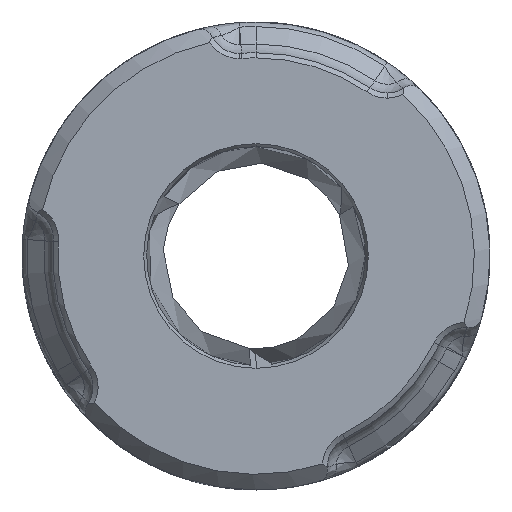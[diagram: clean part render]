
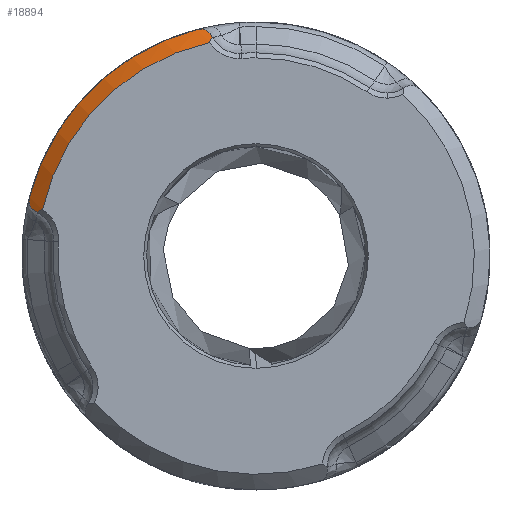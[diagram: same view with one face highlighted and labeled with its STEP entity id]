
A CAD part, front view. The second image highlights one B-rep face of the part: STEP entity #18894.
In plain terms, the highlighted conical face has half-angle 45 degrees and reference radius 14 mm.
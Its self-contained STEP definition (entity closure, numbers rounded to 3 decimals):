
#239 = CARTESIAN_POINT ( 'NONE',  ( -14.334, -436.969, -2.003 ) ) ;
#451 = CARTESIAN_POINT ( 'NONE',  ( -14.12, -437.207, -2.145 ) ) ;
#488 = CARTESIAN_POINT ( 'NONE',  ( -3.222, -436.761, 9.499 ) ) ;
#562 = CARTESIAN_POINT ( 'NONE',  ( -14.558, -436.631, -1.458 ) ) ;
#701 = CARTESIAN_POINT ( 'NONE',  ( -2.894, -437.127, 9.194 ) ) ;
#1034 = CARTESIAN_POINT ( 'NONE',  ( -3.774, -436.613, 9.517 ) ) ;
#1355 = DIRECTION ( 'NONE',  ( 0., 1., 0. ) ) ;
#1365 = CARTESIAN_POINT ( 'NONE',  ( -2.822, -437.289, 9.044 ) ) ;
#2307 = EDGE_CURVE ( 'NONE', #3094, #7449, #5321, .T. ) ;
#3094 = VERTEX_POINT ( 'NONE', #14001 ) ;
#3097 = VERTEX_POINT ( 'NONE', #1034 ) ;
#3123 = ORIENTED_EDGE ( 'NONE', *, *, #17606, .T. ) ;
#3192 = EDGE_CURVE ( 'NONE', #9593, #7449, #10557, .T. ) ;
#3733 = CARTESIAN_POINT ( 'NONE',  ( -3.66, -436.613, 9.547 ) ) ;
#3804 = CARTESIAN_POINT ( 'NONE',  ( -14.535, -436.704, -1.677 ) ) ;
#4055 = B_SPLINE_CURVE_WITH_KNOTS ( 'NONE', 3,
 ( #4282, #15833, #14318, #1365 ),
 .UNSPECIFIED., .F., .F.,
 ( 4, 4 ),
 ( 0., 0.001 ),
 .UNSPECIFIED. ) ;
#4282 = CARTESIAN_POINT ( 'NONE',  ( -2.981, -437.613, 8.679 ) ) ;
#5321 = CIRCLE ( 'NONE', #7380, 14. ) ;
#5669 = CARTESIAN_POINT ( 'NONE',  ( -3.543, -436.63, 9.558 ) ) ;
#6062 = ORIENTED_EDGE ( 'NONE', *, *, #9846, .F. ) ;
#6423 = ORIENTED_EDGE ( 'NONE', *, *, #3192, .T. ) ;
#6443 = CARTESIAN_POINT ( 'NONE',  ( -13.923, -437.396, -2.121 ) ) ;
#6482 = B_SPLINE_CURVE_WITH_KNOTS ( 'NONE', 3,
 ( #20212, #11682, #562, #3804, #16647, #8773, #239, #18584, #451, #18479 ),
 .UNSPECIFIED., .F., .F.,
 ( 4, 2, 2, 2, 4 ),
 ( 0., 0., 0.001, 0.001, 0.001 ),
 .UNSPECIFIED. ) ;
#6827 = CARTESIAN_POINT ( 'NONE',  ( 0., -437.613, -5. ) ) ;
#7139 = CARTESIAN_POINT ( 'NONE',  ( 0., -437.613, -5. ) ) ;
#7352 = AXIS2_PLACEMENT_3D ( 'NONE', #7139, #12202, #15552 ) ;
#7380 = AXIS2_PLACEMENT_3D ( 'NONE', #6827, #13297, #14821 ) ;
#7449 = VERTEX_POINT ( 'NONE', #7857 ) ;
#7857 = CARTESIAN_POINT ( 'NONE',  ( -13.679, -437.613, -2.019 ) ) ;
#8773 = CARTESIAN_POINT ( 'NONE',  ( -14.398, -436.894, -1.941 ) ) ;
#8915 = CARTESIAN_POINT ( 'NONE',  ( -2.822, -437.289, 9.044 ) ) ;
#9593 = VERTEX_POINT ( 'NONE', #18534 ) ;
#9671 = CARTESIAN_POINT ( 'NONE',  ( -14.044, -437.289, -2.178 ) ) ;
#9846 = EDGE_CURVE ( 'NONE', #20226, #3097, #19133, .T. ) ;
#10096 = CARTESIAN_POINT ( 'NONE',  ( -13.801, -437.504, -2.068 ) ) ;
#10557 = B_SPLINE_CURVE_WITH_KNOTS ( 'NONE', 3,
 ( #9671, #6443, #10096, #11501 ),
 .UNSPECIFIED., .F., .F.,
 ( 4, 4 ),
 ( 0., 0.001 ),
 .UNSPECIFIED. ) ;
#10638 = CARTESIAN_POINT ( 'NONE',  ( -3.774, -436.613, 9.517 ) ) ;
#11501 = CARTESIAN_POINT ( 'NONE',  ( -13.679, -437.613, -2.019 ) ) ;
#11682 = CARTESIAN_POINT ( 'NONE',  ( -14.547, -436.613, -1.339 ) ) ;
#12177 = EDGE_CURVE ( 'NONE', #20226, #9593, #6482, .T. ) ;
#12202 = DIRECTION ( 'NONE',  ( 0., 1., 0. ) ) ;
#13297 = DIRECTION ( 'NONE',  ( 0., -1., 0. ) ) ;
#13301 = B_SPLINE_CURVE_WITH_KNOTS ( 'NONE', 3,
 ( #8915, #15494, #701, #13871, #15595, #488, #20453, #5669, #3733, #10638 ),
 .UNSPECIFIED., .F., .F.,
 ( 4, 2, 2, 2, 4 ),
 ( 0., 0., 0.001, 0.001, 0.001 ),
 .UNSPECIFIED. ) ;
#13871 = CARTESIAN_POINT ( 'NONE',  ( -2.996, -436.971, 9.333 ) ) ;
#14001 = CARTESIAN_POINT ( 'NONE',  ( -2.981, -437.613, 8.679 ) ) ;
#14318 = CARTESIAN_POINT ( 'NONE',  ( -2.879, -437.396, 8.923 ) ) ;
#14419 = CARTESIAN_POINT ( 'NONE',  ( 0., -436.613, -5. ) ) ;
#14821 = DIRECTION ( 'NONE',  ( 0., 0., 1. ) ) ;
#14933 = ORIENTED_EDGE ( 'NONE', *, *, #17364, .T. ) ;
#14985 = VERTEX_POINT ( 'NONE', #21298 ) ;
#15241 = FACE_OUTER_BOUND ( 'NONE', #19229, .T. ) ;
#15494 = CARTESIAN_POINT ( 'NONE',  ( -2.855, -437.207, 9.12 ) ) ;
#15552 = DIRECTION ( 'NONE',  ( 0., 0., 1. ) ) ;
#15595 = CARTESIAN_POINT ( 'NONE',  ( -3.059, -436.894, 9.398 ) ) ;
#15833 = CARTESIAN_POINT ( 'NONE',  ( -2.932, -437.504, 8.801 ) ) ;
#16647 = CARTESIAN_POINT ( 'NONE',  ( -14.5, -436.76, -1.777 ) ) ;
#17364 = EDGE_CURVE ( 'NONE', #3094, #14985, #4055, .T. ) ;
#17606 = EDGE_CURVE ( 'NONE', #14985, #3097, #13301, .T. ) ;
#17872 = DIRECTION ( 'NONE',  ( 0., 0., 1. ) ) ;
#18479 = CARTESIAN_POINT ( 'NONE',  ( -14.044, -437.289, -2.178 ) ) ;
#18534 = CARTESIAN_POINT ( 'NONE',  ( -14.044, -437.289, -2.178 ) ) ;
#18584 = CARTESIAN_POINT ( 'NONE',  ( -14.195, -437.126, -2.106 ) ) ;
#18894 = ADVANCED_FACE ( 'NONE', ( #15241 ), #21138, .T. ) ;
#19133 = CIRCLE ( 'NONE', #19501, 15. ) ;
#19229 = EDGE_LOOP ( 'NONE', ( #6062, #20401, #6423, #21139, #14933, #3123 ) ) ;
#19501 = AXIS2_PLACEMENT_3D ( 'NONE', #14419, #1355, #17872 ) ;
#19815 = CARTESIAN_POINT ( 'NONE',  ( -14.517, -436.613, -1.226 ) ) ;
#20212 = CARTESIAN_POINT ( 'NONE',  ( -14.517, -436.613, -1.226 ) ) ;
#20226 = VERTEX_POINT ( 'NONE', #19815 ) ;
#20401 = ORIENTED_EDGE ( 'NONE', *, *, #12177, .T. ) ;
#20453 = CARTESIAN_POINT ( 'NONE',  ( -3.321, -436.704, 9.534 ) ) ;
#21138 = CONICAL_SURFACE ( 'NONE', #7352, 14., 0.785 ) ;
#21139 = ORIENTED_EDGE ( 'NONE', *, *, #2307, .F. ) ;
#21298 = CARTESIAN_POINT ( 'NONE',  ( -2.822, -437.289, 9.044 ) ) ;
